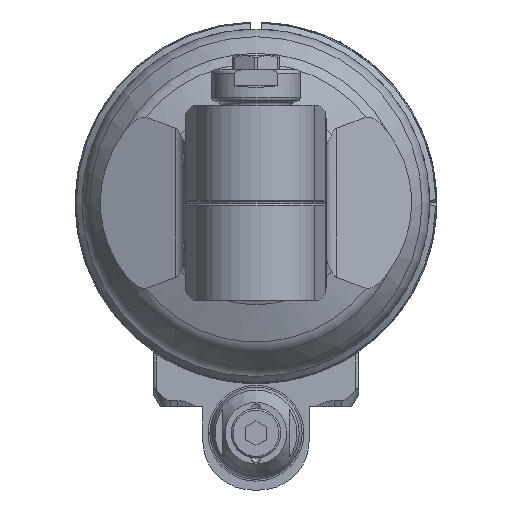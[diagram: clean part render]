
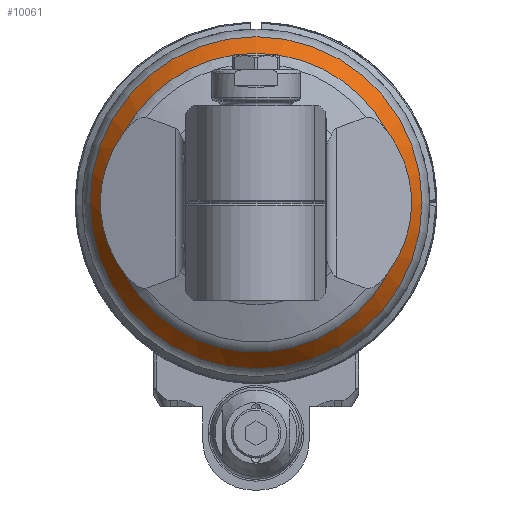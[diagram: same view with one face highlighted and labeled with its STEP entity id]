
A CAD part, front view. The second image highlights one B-rep face of the part: STEP entity #10061.
In plain terms, the highlighted conical face has half-angle 35 degrees and reference radius 44.489 mm.
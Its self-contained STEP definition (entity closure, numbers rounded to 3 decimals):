
#36=ELLIPSE('',#10819,37.215,33.816);
#39=ELLIPSE('',#10827,37.215,33.816);
#69=CONICAL_SURFACE('',#10833,44.489,0.611);
#854=FACE_OUTER_BOUND('',#1481,.T.);
#1481=EDGE_LOOP('',(#6796,#6797,#6798,#6799,#6800,#6801,#6802,#6803));
#2204=LINE('',#15657,#2880);
#2880=VECTOR('',#12179,44.489);
#3556=CIRCLE('',#10817,42.148);
#3559=CIRCLE('',#10831,42.148);
#3560=CIRCLE('',#10832,42.148);
#3561=CIRCLE('',#10834,46.83);
#4194=VERTEX_POINT('',#15537);
#4195=VERTEX_POINT('',#15550);
#4196=VERTEX_POINT('',#15565);
#4203=VERTEX_POINT('',#15634);
#4204=VERTEX_POINT('',#15651);
#4205=VERTEX_POINT('',#15655);
#5202=EDGE_CURVE('',#4194,#4195,#3556,.T.);
#5204=EDGE_CURVE('',#4195,#4196,#36,.T.);
#5216=EDGE_CURVE('',#4203,#4194,#39,.T.);
#5218=EDGE_CURVE('',#4196,#4204,#3559,.T.);
#5219=EDGE_CURVE('',#4204,#4203,#3560,.T.);
#5220=EDGE_CURVE('',#4205,#4205,#3561,.T.);
#5221=EDGE_CURVE('',#4205,#4204,#2204,.T.);
#6796=ORIENTED_EDGE('',*,*,#5220,.F.);
#6797=ORIENTED_EDGE('',*,*,#5221,.T.);
#6798=ORIENTED_EDGE('',*,*,#5218,.F.);
#6799=ORIENTED_EDGE('',*,*,#5204,.F.);
#6800=ORIENTED_EDGE('',*,*,#5202,.F.);
#6801=ORIENTED_EDGE('',*,*,#5216,.F.);
#6802=ORIENTED_EDGE('',*,*,#5219,.F.);
#6803=ORIENTED_EDGE('',*,*,#5221,.F.);
#10061=ADVANCED_FACE('',(#854),#69,.T.);
#10817=AXIS2_PLACEMENT_3D('',#15551,#12141,#12142);
#10819=AXIS2_PLACEMENT_3D('',#15566,#12145,#12146);
#10827=AXIS2_PLACEMENT_3D('',#15647,#12163,#12164);
#10831=AXIS2_PLACEMENT_3D('',#15652,#12171,#12172);
#10832=AXIS2_PLACEMENT_3D('',#15653,#12173,#12174);
#10833=AXIS2_PLACEMENT_3D('',#15654,#12175,#12176);
#10834=AXIS2_PLACEMENT_3D('',#15656,#12177,#12178);
#12141=DIRECTION('center_axis',(1.,0.,0.));
#12142=DIRECTION('ref_axis',(0.,1.,0.));
#12145=DIRECTION('center_axis',(0.94,0.,0.342));
#12146=DIRECTION('ref_axis',(-0.342,0.,0.94));
#12163=DIRECTION('center_axis',(0.94,0.,-0.342));
#12164=DIRECTION('ref_axis',(0.342,0.,0.94));
#12171=DIRECTION('center_axis',(1.,0.,0.));
#12172=DIRECTION('ref_axis',(0.,-0.476,0.88));
#12173=DIRECTION('center_axis',(1.,0.,0.));
#12174=DIRECTION('ref_axis',(0.,-0.476,0.88));
#12175=DIRECTION('center_axis',(-1.,0.,0.));
#12176=DIRECTION('ref_axis',(0.,1.,0.));
#12177=DIRECTION('center_axis',(-1.,0.,0.));
#12178=DIRECTION('ref_axis',(0.,1.,0.));
#12179=DIRECTION('',(0.819,0.574,0.));
#15537=CARTESIAN_POINT('',(57.786,20.051,-37.073));
#15550=CARTESIAN_POINT('',(57.786,20.051,37.073));
#15551=CARTESIAN_POINT('Origin',(57.786,0.,0.));
#15565=CARTESIAN_POINT('',(57.786,-20.051,37.073));
#15566=CARTESIAN_POINT('Origin',(68.036,0.,8.913));
#15634=CARTESIAN_POINT('',(57.786,-20.051,-37.073));
#15647=CARTESIAN_POINT('Origin',(68.036,0.,
-8.913));
#15651=CARTESIAN_POINT('',(57.786,-42.148,0.));
#15652=CARTESIAN_POINT('Origin',(57.786,0.,0.));
#15653=CARTESIAN_POINT('Origin',(57.786,0.,0.));
#15654=CARTESIAN_POINT('Origin',(54.443,0.,0.));
#15655=CARTESIAN_POINT('',(51.099,-46.83,0.));
#15656=CARTESIAN_POINT('Origin',(51.099,0.,0.));
#15657=CARTESIAN_POINT('',(54.443,-44.489,0.));
